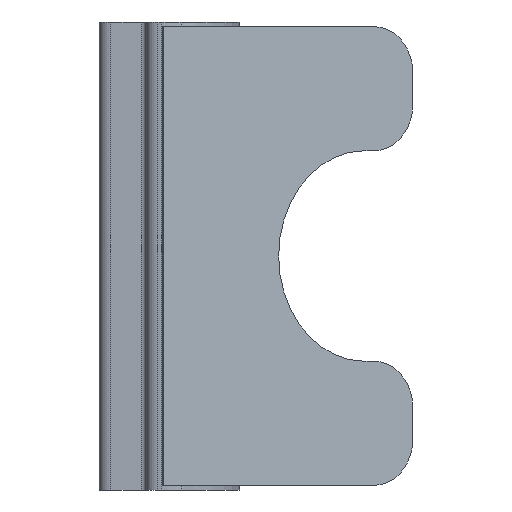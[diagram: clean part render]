
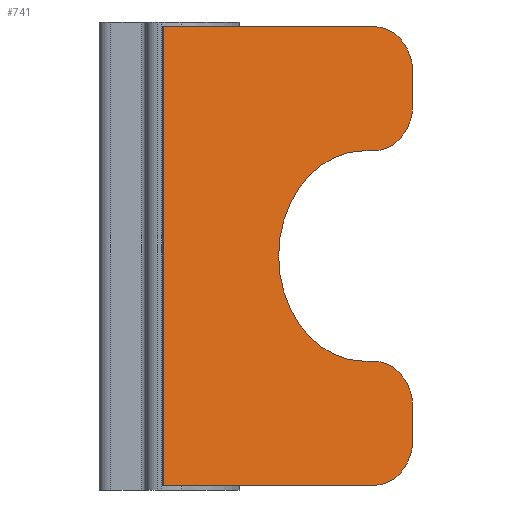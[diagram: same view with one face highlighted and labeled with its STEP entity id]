
A CAD part, left-side view. The second image highlights one B-rep face of the part: STEP entity #741.
In plain terms, the highlighted planar face has unit normal (-0.819, -0.574, 0).
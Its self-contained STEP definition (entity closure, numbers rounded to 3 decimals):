
#2 = CARTESIAN_POINT ( 'NONE',  ( -1.959, -11.358, 4.5 ) ) ;
#12 = CARTESIAN_POINT ( 'NONE',  ( -7.982, -2.757, -9.8 ) ) ;
#17 = CARTESIAN_POINT ( 'NONE',  ( -0.525, -13.406, -6.5 ) ) ;
#21 = ORIENTED_EDGE ( 'NONE', *, *, #369, .T. ) ;
#31 = VERTEX_POINT ( 'NONE', #1439 ) ;
#46 = VECTOR ( 'NONE', #1019, 1000. ) ;
#61 = CARTESIAN_POINT ( 'NONE',  ( -1.673, -11.768, -7.8 ) ) ;
#67 = CARTESIAN_POINT ( 'NONE',  ( -1.959, -11.358, -4.5 ) ) ;
#98 = VERTEX_POINT ( 'NONE', #107 ) ;
#107 = CARTESIAN_POINT ( 'NONE',  ( -0.525, -13.406, 6.5 ) ) ;
#116 = VERTEX_POINT ( 'NONE', #868 ) ;
#145 = DIRECTION ( 'NONE',  ( 0.574, -0.819, 0. ) ) ;
#156 = VERTEX_POINT ( 'NONE', #1473 ) ;
#158 = ORIENTED_EDGE ( 'NONE', *, *, #508, .T. ) ;
#174 = CARTESIAN_POINT ( 'NONE',  ( -0.525, -13.406, -9.8 ) ) ;
#191 = DIRECTION ( 'NONE',  ( 0., 0., 1. ) ) ;
#200 = DIRECTION ( 'NONE',  ( 0.574, -0.819, 0. ) ) ;
#202 = VECTOR ( 'NONE', #1516, 1000. ) ;
#215 = DIRECTION ( 'NONE',  ( -0.819, -0.574, 0. ) ) ;
#231 = LINE ( 'NONE', #174, #321 ) ;
#277 = CARTESIAN_POINT ( 'NONE',  ( -7.982, -2.757, 9.8 ) ) ;
#281 = EDGE_CURVE ( 'NONE', #1265, #1156, #1074, .T. ) ;
#291 = VERTEX_POINT ( 'NONE', #17 ) ;
#299 = DIRECTION ( 'NONE',  ( 0., 0., 1. ) ) ;
#306 = EDGE_CURVE ( 'NONE', #1397, #1013, #353, .T. ) ;
#316 = DIRECTION ( 'NONE',  ( -0.819, -0.574, 0. ) ) ;
#321 = VECTOR ( 'NONE', #1038, 1000. ) ;
#344 = LINE ( 'NONE', #67, #963 ) ;
#353 = LINE ( 'NONE', #414, #46 ) ;
#369 = EDGE_CURVE ( 'NONE', #1290, #291, #231, .T. ) ;
#382 = ORIENTED_EDGE ( 'NONE', *, *, #454, .T. ) ;
#385 = EDGE_LOOP ( 'NONE', ( #1098, #382, #750, #1318, #583, #1348, #1538, #158, #21, #971, #704, #771 ) ) ;
#399 = VECTOR ( 'NONE', #145, 1000. ) ;
#414 = CARTESIAN_POINT ( 'NONE',  ( -7.982, -2.757, 9.8 ) ) ;
#449 = EDGE_CURVE ( 'NONE', #1081, #1312, #1214, .T. ) ;
#454 = EDGE_CURVE ( 'NONE', #1081, #98, #552, .T. ) ;
#456 = EDGE_CURVE ( 'NONE', #156, #1013, #1185, .T. ) ;
#464 = EDGE_CURVE ( 'NONE', #1265, #1397, #1421, .T. ) ;
#508 = EDGE_CURVE ( 'NONE', #1156, #1290, #1382, .T. ) ;
#511 = EDGE_CURVE ( 'NONE', #291, #31, #1303, .T. ) ;
#524 = CARTESIAN_POINT ( 'NONE',  ( -7.982, -2.757, -9.8 ) ) ;
#536 = EDGE_CURVE ( 'NONE', #116, #31, #344, .T. ) ;
#552 = CIRCLE ( 'NONE', #1052, 2. ) ;
#569 = EDGE_CURVE ( 'NONE', #1312, #116, #610, .T. ) ;
#576 = CARTESIAN_POINT ( 'NONE',  ( -1.673, -11.768, 7.8 ) ) ;
#583 = ORIENTED_EDGE ( 'NONE', *, *, #306, .F. ) ;
#610 = CIRCLE ( 'NONE', #951, 4.5 ) ;
#631 = CARTESIAN_POINT ( 'NONE',  ( -1.673, -11.768, 9.8 ) ) ;
#661 = DIRECTION ( 'NONE',  ( 0.574, -0.819, 0. ) ) ;
#699 = DIRECTION ( 'NONE',  ( 0.574, -0.819, 0. ) ) ;
#704 = ORIENTED_EDGE ( 'NONE', *, *, #536, .F. ) ;
#712 = DIRECTION ( 'NONE',  ( -0.819, -0.574, 0. ) ) ;
#741 = ADVANCED_FACE ( 'NONE', ( #1540 ), #1239, .T. ) ;
#750 = ORIENTED_EDGE ( 'NONE', *, *, #862, .T. ) ;
#771 = ORIENTED_EDGE ( 'NONE', *, *, #569, .F. ) ;
#781 = AXIS2_PLACEMENT_3D ( 'NONE', #1009, #1361, #661 ) ;
#845 = VECTOR ( 'NONE', #299, 1000. ) ;
#862 = EDGE_CURVE ( 'NONE', #98, #156, #1481, .T. ) ;
#868 = CARTESIAN_POINT ( 'NONE',  ( -1.959, -11.358, -4.5 ) ) ;
#888 = CARTESIAN_POINT ( 'NONE',  ( -0.525, -13.406, -7.8 ) ) ;
#947 = DIRECTION ( 'NONE',  ( -0.819, -0.574, 0. ) ) ;
#949 = DIRECTION ( 'NONE',  ( 0.574, -0.819, 0. ) ) ;
#951 = AXIS2_PLACEMENT_3D ( 'NONE', #964, #215, #1072 ) ;
#963 = VECTOR ( 'NONE', #949, 1000. ) ;
#964 = CARTESIAN_POINT ( 'NONE',  ( -1.959, -11.358, 0. ) ) ;
#971 = ORIENTED_EDGE ( 'NONE', *, *, #511, .T. ) ;
#973 = AXIS2_PLACEMENT_3D ( 'NONE', #1419, #712, #1530 ) ;
#987 = AXIS2_PLACEMENT_3D ( 'NONE', #61, #947, #200 ) ;
#990 = CARTESIAN_POINT ( 'NONE',  ( -1.673, -11.768, 4.5 ) ) ;
#1009 = CARTESIAN_POINT ( 'NONE',  ( -7.982, -2.757, -9.8 ) ) ;
#1013 = VERTEX_POINT ( 'NONE', #631 ) ;
#1019 = DIRECTION ( 'NONE',  ( 0.574, -0.819, 0. ) ) ;
#1034 = AXIS2_PLACEMENT_3D ( 'NONE', #576, #1403, #699 ) ;
#1038 = DIRECTION ( 'NONE',  ( 0., 0., 1. ) ) ;
#1044 = CARTESIAN_POINT ( 'NONE',  ( -1.673, -11.768, 6.5 ) ) ;
#1052 = AXIS2_PLACEMENT_3D ( 'NONE', #1044, #316, #1169 ) ;
#1072 = DIRECTION ( 'NONE',  ( 0.574, -0.819, 0. ) ) ;
#1074 = LINE ( 'NONE', #12, #399 ) ;
#1081 = VERTEX_POINT ( 'NONE', #990 ) ;
#1098 = ORIENTED_EDGE ( 'NONE', *, *, #449, .F. ) ;
#1106 = VECTOR ( 'NONE', #191, 1000. ) ;
#1108 = CARTESIAN_POINT ( 'NONE',  ( -1.673, -11.768, -9.8 ) ) ;
#1156 = VERTEX_POINT ( 'NONE', #1108 ) ;
#1169 = DIRECTION ( 'NONE',  ( 0.574, -0.819, 0. ) ) ;
#1185 = CIRCLE ( 'NONE', #1034, 2. ) ;
#1214 = LINE ( 'NONE', #1396, #202 ) ;
#1239 = PLANE ( 'NONE',  #781 ) ;
#1265 = VERTEX_POINT ( 'NONE', #524 ) ;
#1268 = CARTESIAN_POINT ( 'NONE',  ( -0.525, -13.406, -9.8 ) ) ;
#1290 = VERTEX_POINT ( 'NONE', #888 ) ;
#1303 = CIRCLE ( 'NONE', #973, 2. ) ;
#1312 = VERTEX_POINT ( 'NONE', #2 ) ;
#1318 = ORIENTED_EDGE ( 'NONE', *, *, #456, .T. ) ;
#1348 = ORIENTED_EDGE ( 'NONE', *, *, #464, .F. ) ;
#1361 = DIRECTION ( 'NONE',  ( -0.819, -0.574, 0. ) ) ;
#1382 = CIRCLE ( 'NONE', #987, 2. ) ;
#1396 = CARTESIAN_POINT ( 'NONE',  ( -1.959, -11.358, 4.5 ) ) ;
#1397 = VERTEX_POINT ( 'NONE', #277 ) ;
#1403 = DIRECTION ( 'NONE',  ( -0.819, -0.574, 0. ) ) ;
#1419 = CARTESIAN_POINT ( 'NONE',  ( -1.673, -11.768, -6.5 ) ) ;
#1421 = LINE ( 'NONE', #1520, #1106 ) ;
#1439 = CARTESIAN_POINT ( 'NONE',  ( -1.673, -11.768, -4.5 ) ) ;
#1473 = CARTESIAN_POINT ( 'NONE',  ( -0.525, -13.406, 7.8 ) ) ;
#1481 = LINE ( 'NONE', #1268, #845 ) ;
#1516 = DIRECTION ( 'NONE',  ( -0.574, 0.819, 0. ) ) ;
#1520 = CARTESIAN_POINT ( 'NONE',  ( -7.982, -2.757, -9.8 ) ) ;
#1530 = DIRECTION ( 'NONE',  ( 0.574, -0.819, 0. ) ) ;
#1538 = ORIENTED_EDGE ( 'NONE', *, *, #281, .T. ) ;
#1540 = FACE_OUTER_BOUND ( 'NONE', #385, .T. ) ;
